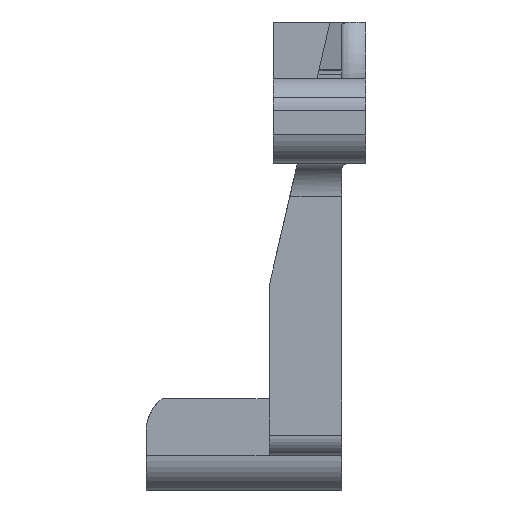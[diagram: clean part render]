
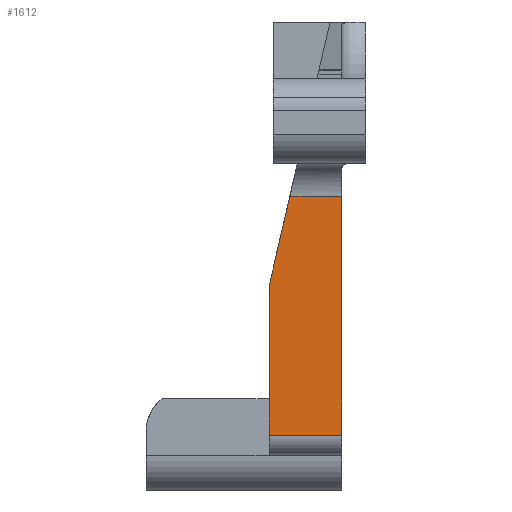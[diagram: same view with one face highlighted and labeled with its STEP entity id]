
A CAD part, left-side view. The second image highlights one B-rep face of the part: STEP entity #1612.
In plain terms, the highlighted planar face has unit normal (-1, 0, 0).
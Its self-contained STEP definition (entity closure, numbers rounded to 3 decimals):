
#86=LINE('',#2341,#229);
#110=LINE('',#2480,#253);
#114=LINE('',#2493,#257);
#122=LINE('',#2521,#265);
#136=LINE('',#2554,#279);
#229=VECTOR('',#1829,10.);
#253=VECTOR('',#1899,8.25);
#257=VECTOR('',#1909,10.);
#265=VECTOR('',#1931,10.);
#279=VECTOR('',#1953,10.);
#409=PLANE('',#1787);
#486=FACE_OUTER_BOUND('',#590,.T.);
#590=EDGE_LOOP('',(#1477,#1478,#1479,#1480,#1481));
#698=VERTEX_POINT('',#2338);
#699=VERTEX_POINT('',#2340);
#745=VERTEX_POINT('',#2478);
#751=VERTEX_POINT('',#2491);
#764=VERTEX_POINT('',#2519);
#855=EDGE_CURVE('',#699,#698,#86,.T.);
#905=EDGE_CURVE('',#745,#698,#110,.T.);
#911=EDGE_CURVE('',#745,#751,#114,.T.);
#925=EDGE_CURVE('',#764,#751,#122,.T.);
#942=EDGE_CURVE('',#699,#764,#136,.T.);
#1477=ORIENTED_EDGE('',*,*,#905,.F.);
#1478=ORIENTED_EDGE('',*,*,#911,.T.);
#1479=ORIENTED_EDGE('',*,*,#925,.F.);
#1480=ORIENTED_EDGE('',*,*,#942,.F.);
#1481=ORIENTED_EDGE('',*,*,#855,.T.);
#1612=ADVANCED_FACE('',(#486),#409,.T.);
#1787=AXIS2_PLACEMENT_3D('',#2825,#2232,#2233);
#1829=DIRECTION('',(0.,0.,1.));
#1899=DIRECTION('',(0.,-1.,0.));
#1909=DIRECTION('',(0.,0.225,-0.974));
#1931=DIRECTION('',(0.,0.,1.));
#1953=DIRECTION('',(0.,1.,0.));
#2232=DIRECTION('center_axis',(-1.,0.,0.));
#2233=DIRECTION('ref_axis',(0.,0.,1.));
#2338=CARTESIAN_POINT('',(-106.,17.,-31.764));
#2340=CARTESIAN_POINT('',(-106.,17.,-91.));
#2341=CARTESIAN_POINT('',(-106.,17.,-96.));
#2478=CARTESIAN_POINT('',(-106.,29.858,-31.764));
#2480=CARTESIAN_POINT('',(-106.,20.,-31.764));
#2491=CARTESIAN_POINT('',(-106.,35.,-54.038));
#2493=CARTESIAN_POINT('',(-106.,39.511,-73.576));
#2519=CARTESIAN_POINT('',(-106.,35.,-91.));
#2521=CARTESIAN_POINT('',(-106.,35.,-81.55));
#2554=CARTESIAN_POINT('',(-106.,42.75,-91.));
#2825=CARTESIAN_POINT('Origin',(-106.,20.,-96.));
